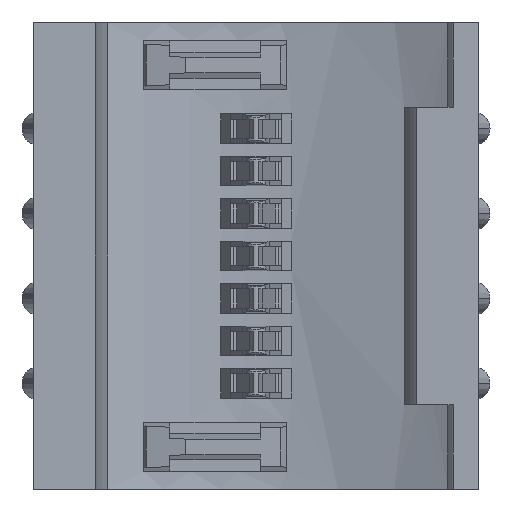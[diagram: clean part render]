
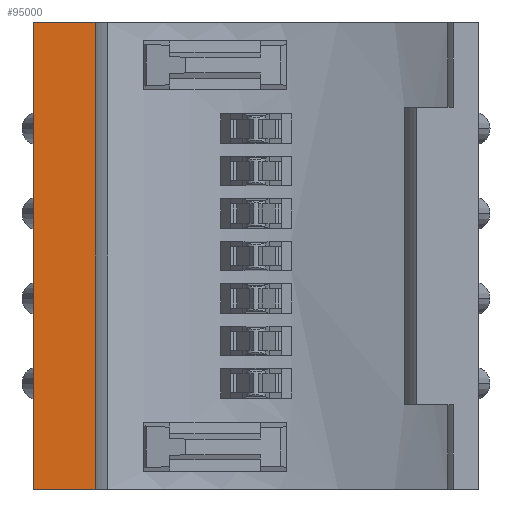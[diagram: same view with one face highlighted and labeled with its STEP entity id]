
A CAD part, front view. The second image highlights one B-rep face of the part: STEP entity #95000.
In plain terms, the highlighted face is planar.
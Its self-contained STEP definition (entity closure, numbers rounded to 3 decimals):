
#21900=CARTESIAN_POINT('',(-42.688,-60.601,
0.));
#21910=VERTEX_POINT('',#21900);
#21940=CARTESIAN_POINT('',(-42.688,-60.601,
65.2));
#21950=DIRECTION('',(0.,0.,-1.));
#21960=VECTOR('',#21950,1.);
#21970=LINE('',#21940,#21960);
#21980=CARTESIAN_POINT('',(-42.688,-60.601,
89.65));
#21990=VERTEX_POINT('',#21980);
#22000=EDGE_CURVE('',#21990,#21910,#21970,.T.);
#94490=CARTESIAN_POINT('',(-30.829,-60.601,
89.65));
#94500=VERTEX_POINT('',#94490);
#94530=CARTESIAN_POINT('',(-30.829,-60.601,
65.2));
#94540=DIRECTION('',(0.,0.,-1.));
#94550=VECTOR('',#94540,1.);
#94560=LINE('',#94530,#94550);
#94570=CARTESIAN_POINT('',(-30.829,-60.601,
0.));
#94580=VERTEX_POINT('',#94570);
#94590=EDGE_CURVE('',#94500,#94580,#94560,.T.);
#94790=CARTESIAN_POINT('',(-42.688,-60.601,
65.2));
#94800=DIRECTION('',(0.,-1.,0.));
#94810=DIRECTION('',(-1.,0.,0.));
#94820=AXIS2_PLACEMENT_3D('',#94790,#94800,#94810);
#94830=PLANE('',#94820);
#94840=ORIENTED_EDGE('',*,*,#94590,.T.);
#94850=CARTESIAN_POINT('',(-59.212,-60.601,
89.65));
#94860=DIRECTION('',(-1.,0.,0.));
#94870=VECTOR('',#94860,1.);
#94880=LINE('',#94850,#94870);
#94890=EDGE_CURVE('',#94500,#21990,#94880,.T.);
#94900=ORIENTED_EDGE('',*,*,#94890,.F.);
#94910=ORIENTED_EDGE('',*,*,#22000,.F.);
#94920=CARTESIAN_POINT('',(-59.212,-60.601,
0.));
#94930=DIRECTION('',(-1.,0.,0.));
#94940=VECTOR('',#94930,1.);
#94950=LINE('',#94920,#94940);
#94960=EDGE_CURVE('',#94580,#21910,#94950,.T.);
#94970=ORIENTED_EDGE('',*,*,#94960,.T.);
#94980=EDGE_LOOP('',(#94970,#94910,#94900,#94840));
#94990=FACE_OUTER_BOUND('',#94980,.T.);
#95000=ADVANCED_FACE('',(#94990),#94830,.F.);
